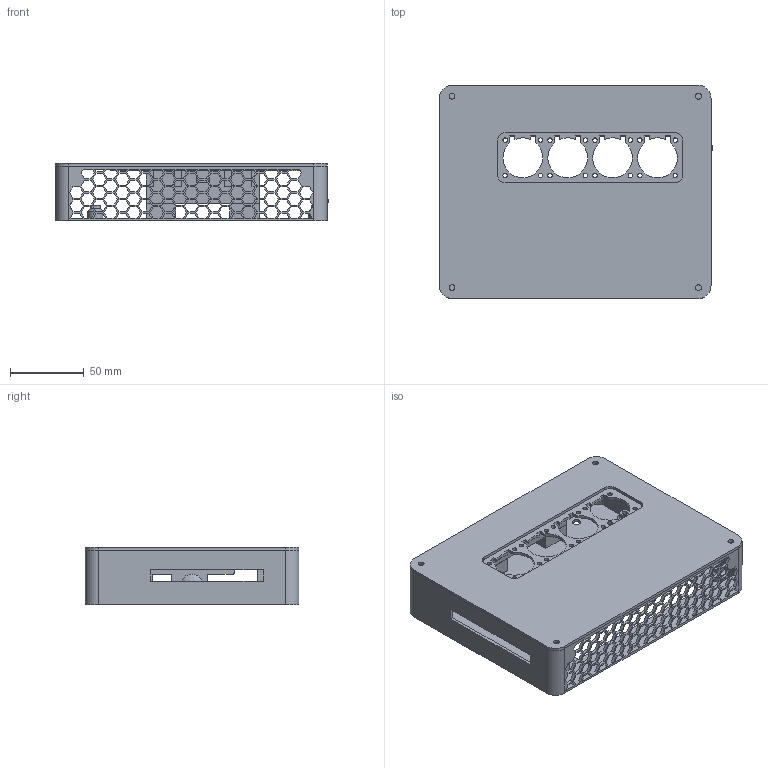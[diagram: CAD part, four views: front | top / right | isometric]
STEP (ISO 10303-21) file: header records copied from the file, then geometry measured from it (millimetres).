
FILE_DESCRIPTION(/* description */ (''),/* implementation_level */ '2;1');
FILE_NAME(/* name */ 'All parts.step',/* time_stamp */ '2022-03-19T21:42:31+01:00',/* author */ (''),/* organization */ (''),/* preprocessor_version */ 'ST-DEVELOPER v18.1',/* originating_system */ 'Autodesk Translation Framework v10.13.0.1454',/* authorisation */ '');
FILE_SCHEMA (('AUTOMOTIVE_DESIGN { 1 0 10303 214 3 1 1 }'));
Length unit declared in the file: millimetre
Products named in the file (1): Elektronik assembly 2
Bounding box: 185.27 x 145 x 39 mm (x, y, z)
Volume: 133722.4 mm3; surface area: 139006.8 mm2
Topology: 3 solids, 3 shells, 1097 faces, 3292 edges, 2184 vertices
Faces by surface type: plane 996, cylinder 89, sphere 8, torus 4
Full cylindrical faces by diameter (mm): 3 x16, 3.5 x4, 4 x12, 5.6 x4, 7 x4, 9 x2, 10 x4
Entity records: 37169 total; most frequent: ORIENTED_EDGE 6584, CARTESIAN_POINT 6574, DIRECTION 5726, EDGE_CURVE 3292, LINE 3054, VECTOR 3054, VERTEX_POINT 2184, EDGE_LOOP 1440
